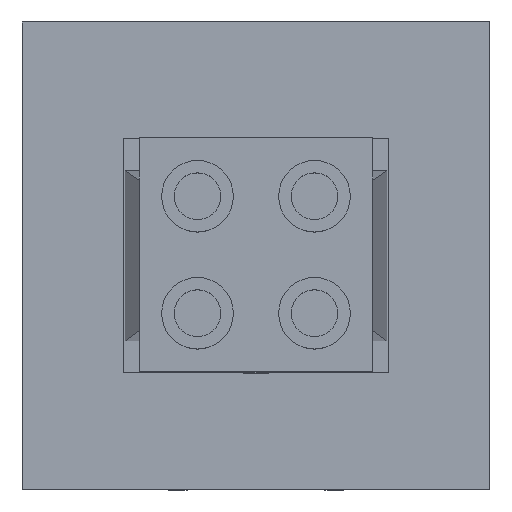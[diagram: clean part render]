
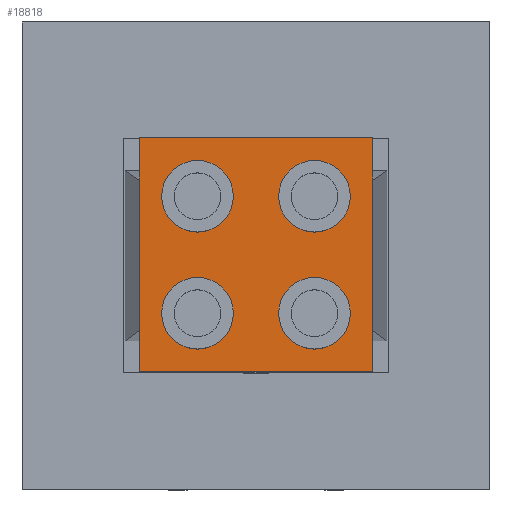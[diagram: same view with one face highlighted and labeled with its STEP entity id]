
A CAD part, top view. The second image highlights one B-rep face of the part: STEP entity #18818.
In plain terms, the highlighted planar face has unit normal (0, 0, 1).
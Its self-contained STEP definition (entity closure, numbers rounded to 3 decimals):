
#17276 = PLANE('',#17277);
#17277 = AXIS2_PLACEMENT_3D('',#17278,#17279,#17280);
#17278 = CARTESIAN_POINT('',(-8.,-8.,46.4));
#17279 = DIRECTION('',(0.,1.,0.));
#17280 = DIRECTION('',(0.,0.,1.));
#17966 = PLANE('',#17967);
#17967 = AXIS2_PLACEMENT_3D('',#17968,#17969,#17970);
#17968 = CARTESIAN_POINT('',(8.,-8.,46.4));
#17969 = DIRECTION('',(1.,0.,0.));
#17970 = DIRECTION('',(0.,0.,1.));
#18143 = PLANE('',#18144);
#18144 = AXIS2_PLACEMENT_3D('',#18145,#18146,#18147);
#18145 = CARTESIAN_POINT('',(-8.,8.,46.4));
#18146 = DIRECTION('',(0.,1.,0.));
#18147 = DIRECTION('',(0.,0.,1.));
#18373 = PLANE('',#18374);
#18374 = AXIS2_PLACEMENT_3D('',#18375,#18376,#18377);
#18375 = CARTESIAN_POINT('',(-8.,-8.,46.4));
#18376 = DIRECTION('',(1.,0.,0.));
#18377 = DIRECTION('',(0.,0.,1.));
#18515 = VERTEX_POINT('',#18516);
#18516 = CARTESIAN_POINT('',(-8.,-8.,48.));
#18537 = EDGE_CURVE('',#18515,#18538,#18540,.T.);
#18538 = VERTEX_POINT('',#18539);
#18539 = CARTESIAN_POINT('',(8.,-8.,48.));
#18540 = SURFACE_CURVE('',#18541,(#18545,#18552),.PCURVE_S1.);
#18541 = LINE('',#18542,#18543);
#18542 = CARTESIAN_POINT('',(-8.,-8.,48.));
#18543 = VECTOR('',#18544,1.);
#18544 = DIRECTION('',(1.,0.,0.));
#18545 = PCURVE('',#17276,#18546);
#18546 = DEFINITIONAL_REPRESENTATION('',(#18547),#18551);
#18547 = LINE('',#18548,#18549);
#18548 = CARTESIAN_POINT('',(1.6,0.));
#18549 = VECTOR('',#18550,1.);
#18550 = DIRECTION('',(0.,1.));
#18551 = ( GEOMETRIC_REPRESENTATION_CONTEXT(2) 
PARAMETRIC_REPRESENTATION_CONTEXT() REPRESENTATION_CONTEXT('2D SPACE',''
  ) );
#18552 = PCURVE('',#18553,#18558);
#18553 = PLANE('',#18554);
#18554 = AXIS2_PLACEMENT_3D('',#18555,#18556,#18557);
#18555 = CARTESIAN_POINT('',(-8.,-8.,48.));
#18556 = DIRECTION('',(0.,0.,1.));
#18557 = DIRECTION('',(1.,0.,0.));
#18558 = DEFINITIONAL_REPRESENTATION('',(#18559),#18563);
#18559 = LINE('',#18560,#18561);
#18560 = CARTESIAN_POINT('',(0.,0.));
#18561 = VECTOR('',#18562,1.);
#18562 = DIRECTION('',(1.,0.));
#18563 = ( GEOMETRIC_REPRESENTATION_CONTEXT(2) 
PARAMETRIC_REPRESENTATION_CONTEXT() REPRESENTATION_CONTEXT('2D SPACE',''
  ) );
#18665 = VERTEX_POINT('',#18666);
#18666 = CARTESIAN_POINT('',(8.,8.,48.));
#18687 = EDGE_CURVE('',#18538,#18665,#18688,.T.);
#18688 = SURFACE_CURVE('',#18689,(#18693,#18700),.PCURVE_S1.);
#18689 = LINE('',#18690,#18691);
#18690 = CARTESIAN_POINT('',(8.,-8.,48.));
#18691 = VECTOR('',#18692,1.);
#18692 = DIRECTION('',(0.,1.,0.));
#18693 = PCURVE('',#17966,#18694);
#18694 = DEFINITIONAL_REPRESENTATION('',(#18695),#18699);
#18695 = LINE('',#18696,#18697);
#18696 = CARTESIAN_POINT('',(1.6,0.));
#18697 = VECTOR('',#18698,1.);
#18698 = DIRECTION('',(0.,-1.));
#18699 = ( GEOMETRIC_REPRESENTATION_CONTEXT(2) 
PARAMETRIC_REPRESENTATION_CONTEXT() REPRESENTATION_CONTEXT('2D SPACE',''
  ) );
#18700 = PCURVE('',#18553,#18701);
#18701 = DEFINITIONAL_REPRESENTATION('',(#18702),#18706);
#18702 = LINE('',#18703,#18704);
#18703 = CARTESIAN_POINT('',(16.,0.));
#18704 = VECTOR('',#18705,1.);
#18705 = DIRECTION('',(0.,1.));
#18706 = ( GEOMETRIC_REPRESENTATION_CONTEXT(2) 
PARAMETRIC_REPRESENTATION_CONTEXT() REPRESENTATION_CONTEXT('2D SPACE',''
  ) );
#18719 = VERTEX_POINT('',#18720);
#18720 = CARTESIAN_POINT('',(-8.,8.,48.));
#18741 = EDGE_CURVE('',#18719,#18665,#18742,.T.);
#18742 = SURFACE_CURVE('',#18743,(#18747,#18754),.PCURVE_S1.);
#18743 = LINE('',#18744,#18745);
#18744 = CARTESIAN_POINT('',(-8.,8.,48.));
#18745 = VECTOR('',#18746,1.);
#18746 = DIRECTION('',(1.,0.,0.));
#18747 = PCURVE('',#18143,#18748);
#18748 = DEFINITIONAL_REPRESENTATION('',(#18749),#18753);
#18749 = LINE('',#18750,#18751);
#18750 = CARTESIAN_POINT('',(1.6,0.));
#18751 = VECTOR('',#18752,1.);
#18752 = DIRECTION('',(0.,1.));
#18753 = ( GEOMETRIC_REPRESENTATION_CONTEXT(2) 
PARAMETRIC_REPRESENTATION_CONTEXT() REPRESENTATION_CONTEXT('2D SPACE',''
  ) );
#18754 = PCURVE('',#18553,#18755);
#18755 = DEFINITIONAL_REPRESENTATION('',(#18756),#18760);
#18756 = LINE('',#18757,#18758);
#18757 = CARTESIAN_POINT('',(0.,16.));
#18758 = VECTOR('',#18759,1.);
#18759 = DIRECTION('',(1.,0.));
#18760 = ( GEOMETRIC_REPRESENTATION_CONTEXT(2) 
PARAMETRIC_REPRESENTATION_CONTEXT() REPRESENTATION_CONTEXT('2D SPACE',''
  ) );
#18798 = EDGE_CURVE('',#18515,#18719,#18799,.T.);
#18799 = SURFACE_CURVE('',#18800,(#18804,#18811),.PCURVE_S1.);
#18800 = LINE('',#18801,#18802);
#18801 = CARTESIAN_POINT('',(-8.,-8.,48.));
#18802 = VECTOR('',#18803,1.);
#18803 = DIRECTION('',(0.,1.,0.));
#18804 = PCURVE('',#18373,#18805);
#18805 = DEFINITIONAL_REPRESENTATION('',(#18806),#18810);
#18806 = LINE('',#18807,#18808);
#18807 = CARTESIAN_POINT('',(1.6,0.));
#18808 = VECTOR('',#18809,1.);
#18809 = DIRECTION('',(0.,-1.));
#18810 = ( GEOMETRIC_REPRESENTATION_CONTEXT(2) 
PARAMETRIC_REPRESENTATION_CONTEXT() REPRESENTATION_CONTEXT('2D SPACE',''
  ) );
#18811 = PCURVE('',#18553,#18812);
#18812 = DEFINITIONAL_REPRESENTATION('',(#18813),#18817);
#18813 = LINE('',#18814,#18815);
#18814 = CARTESIAN_POINT('',(0.,0.));
#18815 = VECTOR('',#18816,1.);
#18816 = DIRECTION('',(0.,1.));
#18817 = ( GEOMETRIC_REPRESENTATION_CONTEXT(2) 
PARAMETRIC_REPRESENTATION_CONTEXT() REPRESENTATION_CONTEXT('2D SPACE',''
  ) );
#18818 = ADVANCED_FACE('',(#18819,#18825,#18856,#18887,#18918),#18553,
  .T.);
#18819 = FACE_BOUND('',#18820,.T.);
#18820 = EDGE_LOOP('',(#18821,#18822,#18823,#18824));
#18821 = ORIENTED_EDGE('',*,*,#18798,.F.);
#18822 = ORIENTED_EDGE('',*,*,#18537,.T.);
#18823 = ORIENTED_EDGE('',*,*,#18687,.T.);
#18824 = ORIENTED_EDGE('',*,*,#18741,.F.);
#18825 = FACE_BOUND('',#18826,.T.);
#18826 = EDGE_LOOP('',(#18827));
#18827 = ORIENTED_EDGE('',*,*,#18828,.F.);
#18828 = EDGE_CURVE('',#18829,#18829,#18831,.T.);
#18829 = VERTEX_POINT('',#18830);
#18830 = CARTESIAN_POINT('',(-1.55,-4.,48.));
#18831 = SURFACE_CURVE('',#18832,(#18837,#18844),.PCURVE_S1.);
#18832 = CIRCLE('',#18833,2.45);
#18833 = AXIS2_PLACEMENT_3D('',#18834,#18835,#18836);
#18834 = CARTESIAN_POINT('',(-4.,-4.,48.));
#18835 = DIRECTION('',(0.,0.,1.));
#18836 = DIRECTION('',(1.,0.,0.));
#18837 = PCURVE('',#18553,#18838);
#18838 = DEFINITIONAL_REPRESENTATION('',(#18839),#18843);
#18839 = CIRCLE('',#18840,2.45);
#18840 = AXIS2_PLACEMENT_2D('',#18841,#18842);
#18841 = CARTESIAN_POINT('',(4.,4.));
#18842 = DIRECTION('',(1.,0.));
#18843 = ( GEOMETRIC_REPRESENTATION_CONTEXT(2) 
PARAMETRIC_REPRESENTATION_CONTEXT() REPRESENTATION_CONTEXT('2D SPACE',''
  ) );
#18844 = PCURVE('',#18845,#18850);
#18845 = CYLINDRICAL_SURFACE('',#18846,2.45);
#18846 = AXIS2_PLACEMENT_3D('',#18847,#18848,#18849);
#18847 = CARTESIAN_POINT('',(-4.,-4.,48.));
#18848 = DIRECTION('',(0.,0.,1.));
#18849 = DIRECTION('',(1.,0.,0.));
#18850 = DEFINITIONAL_REPRESENTATION('',(#18851),#18855);
#18851 = LINE('',#18852,#18853);
#18852 = CARTESIAN_POINT('',(0.,0.));
#18853 = VECTOR('',#18854,1.);
#18854 = DIRECTION('',(1.,0.));
#18855 = ( GEOMETRIC_REPRESENTATION_CONTEXT(2) 
PARAMETRIC_REPRESENTATION_CONTEXT() REPRESENTATION_CONTEXT('2D SPACE',''
  ) );
#18856 = FACE_BOUND('',#18857,.T.);
#18857 = EDGE_LOOP('',(#18858));
#18858 = ORIENTED_EDGE('',*,*,#18859,.F.);
#18859 = EDGE_CURVE('',#18860,#18860,#18862,.T.);
#18860 = VERTEX_POINT('',#18861);
#18861 = CARTESIAN_POINT('',(6.45,-4.,48.));
#18862 = SURFACE_CURVE('',#18863,(#18868,#18875),.PCURVE_S1.);
#18863 = CIRCLE('',#18864,2.45);
#18864 = AXIS2_PLACEMENT_3D('',#18865,#18866,#18867);
#18865 = CARTESIAN_POINT('',(4.,-4.,48.));
#18866 = DIRECTION('',(0.,0.,1.));
#18867 = DIRECTION('',(1.,0.,0.));
#18868 = PCURVE('',#18553,#18869);
#18869 = DEFINITIONAL_REPRESENTATION('',(#18870),#18874);
#18870 = CIRCLE('',#18871,2.45);
#18871 = AXIS2_PLACEMENT_2D('',#18872,#18873);
#18872 = CARTESIAN_POINT('',(12.,4.));
#18873 = DIRECTION('',(1.,0.));
#18874 = ( GEOMETRIC_REPRESENTATION_CONTEXT(2) 
PARAMETRIC_REPRESENTATION_CONTEXT() REPRESENTATION_CONTEXT('2D SPACE',''
  ) );
#18875 = PCURVE('',#18876,#18881);
#18876 = CYLINDRICAL_SURFACE('',#18877,2.45);
#18877 = AXIS2_PLACEMENT_3D('',#18878,#18879,#18880);
#18878 = CARTESIAN_POINT('',(4.,-4.,48.));
#18879 = DIRECTION('',(0.,0.,1.));
#18880 = DIRECTION('',(1.,0.,0.));
#18881 = DEFINITIONAL_REPRESENTATION('',(#18882),#18886);
#18882 = LINE('',#18883,#18884);
#18883 = CARTESIAN_POINT('',(0.,0.));
#18884 = VECTOR('',#18885,1.);
#18885 = DIRECTION('',(1.,0.));
#18886 = ( GEOMETRIC_REPRESENTATION_CONTEXT(2) 
PARAMETRIC_REPRESENTATION_CONTEXT() REPRESENTATION_CONTEXT('2D SPACE',''
  ) );
#18887 = FACE_BOUND('',#18888,.T.);
#18888 = EDGE_LOOP('',(#18889));
#18889 = ORIENTED_EDGE('',*,*,#18890,.F.);
#18890 = EDGE_CURVE('',#18891,#18891,#18893,.T.);
#18891 = VERTEX_POINT('',#18892);
#18892 = CARTESIAN_POINT('',(-1.55,4.,48.));
#18893 = SURFACE_CURVE('',#18894,(#18899,#18906),.PCURVE_S1.);
#18894 = CIRCLE('',#18895,2.45);
#18895 = AXIS2_PLACEMENT_3D('',#18896,#18897,#18898);
#18896 = CARTESIAN_POINT('',(-4.,4.,48.));
#18897 = DIRECTION('',(0.,0.,1.));
#18898 = DIRECTION('',(1.,0.,0.));
#18899 = PCURVE('',#18553,#18900);
#18900 = DEFINITIONAL_REPRESENTATION('',(#18901),#18905);
#18901 = CIRCLE('',#18902,2.45);
#18902 = AXIS2_PLACEMENT_2D('',#18903,#18904);
#18903 = CARTESIAN_POINT('',(4.,12.));
#18904 = DIRECTION('',(1.,0.));
#18905 = ( GEOMETRIC_REPRESENTATION_CONTEXT(2) 
PARAMETRIC_REPRESENTATION_CONTEXT() REPRESENTATION_CONTEXT('2D SPACE',''
  ) );
#18906 = PCURVE('',#18907,#18912);
#18907 = CYLINDRICAL_SURFACE('',#18908,2.45);
#18908 = AXIS2_PLACEMENT_3D('',#18909,#18910,#18911);
#18909 = CARTESIAN_POINT('',(-4.,4.,48.));
#18910 = DIRECTION('',(0.,0.,1.));
#18911 = DIRECTION('',(1.,0.,0.));
#18912 = DEFINITIONAL_REPRESENTATION('',(#18913),#18917);
#18913 = LINE('',#18914,#18915);
#18914 = CARTESIAN_POINT('',(0.,0.));
#18915 = VECTOR('',#18916,1.);
#18916 = DIRECTION('',(1.,0.));
#18917 = ( GEOMETRIC_REPRESENTATION_CONTEXT(2) 
PARAMETRIC_REPRESENTATION_CONTEXT() REPRESENTATION_CONTEXT('2D SPACE',''
  ) );
#18918 = FACE_BOUND('',#18919,.T.);
#18919 = EDGE_LOOP('',(#18920));
#18920 = ORIENTED_EDGE('',*,*,#18921,.F.);
#18921 = EDGE_CURVE('',#18922,#18922,#18924,.T.);
#18922 = VERTEX_POINT('',#18923);
#18923 = CARTESIAN_POINT('',(6.45,4.,48.));
#18924 = SURFACE_CURVE('',#18925,(#18930,#18937),.PCURVE_S1.);
#18925 = CIRCLE('',#18926,2.45);
#18926 = AXIS2_PLACEMENT_3D('',#18927,#18928,#18929);
#18927 = CARTESIAN_POINT('',(4.,4.,48.));
#18928 = DIRECTION('',(0.,0.,1.));
#18929 = DIRECTION('',(1.,0.,0.));
#18930 = PCURVE('',#18553,#18931);
#18931 = DEFINITIONAL_REPRESENTATION('',(#18932),#18936);
#18932 = CIRCLE('',#18933,2.45);
#18933 = AXIS2_PLACEMENT_2D('',#18934,#18935);
#18934 = CARTESIAN_POINT('',(12.,12.));
#18935 = DIRECTION('',(1.,0.));
#18936 = ( GEOMETRIC_REPRESENTATION_CONTEXT(2) 
PARAMETRIC_REPRESENTATION_CONTEXT() REPRESENTATION_CONTEXT('2D SPACE',''
  ) );
#18937 = PCURVE('',#18938,#18943);
#18938 = CYLINDRICAL_SURFACE('',#18939,2.45);
#18939 = AXIS2_PLACEMENT_3D('',#18940,#18941,#18942);
#18940 = CARTESIAN_POINT('',(4.,4.,48.));
#18941 = DIRECTION('',(0.,0.,1.));
#18942 = DIRECTION('',(1.,0.,0.));
#18943 = DEFINITIONAL_REPRESENTATION('',(#18944),#18948);
#18944 = LINE('',#18945,#18946);
#18945 = CARTESIAN_POINT('',(0.,0.));
#18946 = VECTOR('',#18947,1.);
#18947 = DIRECTION('',(1.,0.));
#18948 = ( GEOMETRIC_REPRESENTATION_CONTEXT(2) 
PARAMETRIC_REPRESENTATION_CONTEXT() REPRESENTATION_CONTEXT('2D SPACE',''
  ) );
